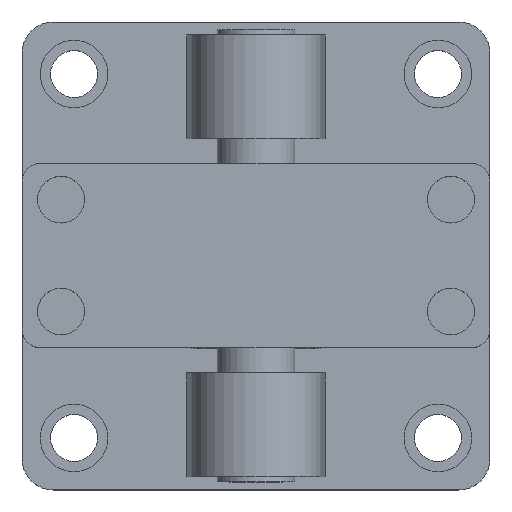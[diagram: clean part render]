
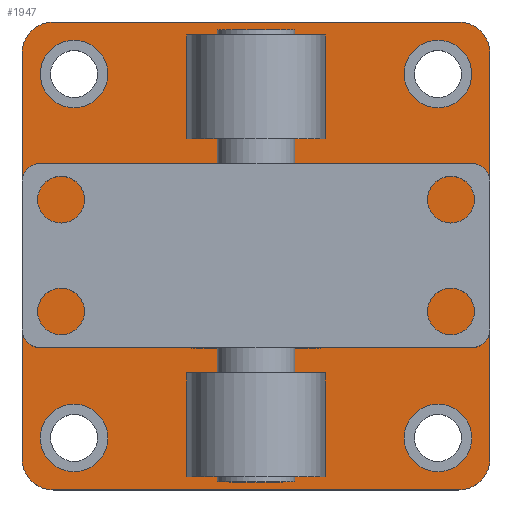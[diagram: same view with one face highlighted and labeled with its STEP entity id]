
A CAD part, top view. The second image highlights one B-rep face of the part: STEP entity #1947.
In plain terms, the highlighted planar face has unit normal (0, 0, 1).
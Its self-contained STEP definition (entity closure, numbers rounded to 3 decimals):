
#846=CARTESIAN_POINT('',(90.0,-78.0,20.0));
#847=VERTEX_POINT('',#846);
#848=CARTESIAN_POINT('',(78.0,-90.0,20.0));
#849=VERTEX_POINT('',#848);
#850=CARTESIAN_POINT('',(78.0,-78.0,20.0));
#851=DIRECTION('',(0.0,0.0,-1.0));
#852=DIRECTION('',(0.707,-0.707,0.0));
#853=AXIS2_PLACEMENT_3D('',#850,#851,#852);
#854=CIRCLE('',#853,12.);
#855=EDGE_CURVE('',#847,#849,#854,.T.);
#897=CARTESIAN_POINT('',(90.0,78.0,20.0));
#898=VERTEX_POINT('',#897);
#905=CARTESIAN_POINT('',(90.0,78.0,20.0));
#906=DIRECTION('',(0.0,-1.0,0.0));
#907=VECTOR('',#906,156.0);
#908=LINE('',#905,#907);
#909=EDGE_CURVE('',#898,#847,#908,.T.);
#1033=CARTESIAN_POINT('',(-90.0,78.0,20.0));
#1034=VERTEX_POINT('',#1033);
#1035=CARTESIAN_POINT('',(-78.0,90.0,20.0));
#1036=VERTEX_POINT('',#1035);
#1037=CARTESIAN_POINT('',(-78.0,78.0,20.0));
#1038=DIRECTION('',(0.0,0.0,-1.0));
#1039=DIRECTION('',(-0.707,0.707,0.0));
#1040=AXIS2_PLACEMENT_3D('',#1037,#1038,#1039);
#1041=CIRCLE('',#1040,12.);
#1042=EDGE_CURVE('',#1034,#1036,#1041,.T.);
#1066=CARTESIAN_POINT('',(78.0,90.0,20.0));
#1067=VERTEX_POINT('',#1066);
#1068=CARTESIAN_POINT('',(-78.0,90.0,20.0));
#1069=DIRECTION('',(1.0,0.0,0.0));
#1070=VECTOR('',#1069,156.0);
#1071=LINE('',#1068,#1070);
#1072=EDGE_CURVE('',#1036,#1067,#1071,.T.);
#1089=CARTESIAN_POINT('',(78.0,78.0,20.0));
#1090=DIRECTION('',(0.0,0.0,-1.0));
#1091=DIRECTION('',(0.707,0.707,0.0));
#1092=AXIS2_PLACEMENT_3D('',#1089,#1090,#1091);
#1093=CIRCLE('',#1092,12.);
#1094=EDGE_CURVE('',#1067,#898,#1093,.T.);
#1107=CARTESIAN_POINT('',(-78.0,-90.0,20.0));
#1108=VERTEX_POINT('',#1107);
#1109=CARTESIAN_POINT('',(-90.0,-78.0,20.0));
#1110=VERTEX_POINT('',#1109);
#1111=CARTESIAN_POINT('',(-78.0,-78.0,20.0));
#1112=DIRECTION('',(0.0,0.0,-1.0));
#1113=DIRECTION('',(-0.707,-0.707,0.0));
#1114=AXIS2_PLACEMENT_3D('',#1111,#1112,#1113);
#1115=CIRCLE('',#1114,12.);
#1116=EDGE_CURVE('',#1108,#1110,#1115,.T.);
#1142=CARTESIAN_POINT('',(-90.0,-78.0,20.0));
#1143=DIRECTION('',(0.0,1.0,0.0));
#1144=VECTOR('',#1143,156.0);
#1145=LINE('',#1142,#1144);
#1146=EDGE_CURVE('',#1110,#1034,#1145,.T.);
#1205=CARTESIAN_POINT('',(83.,70.,20.0));
#1206=VERTEX_POINT('',#1205);
#1207=CARTESIAN_POINT('',(70.,70.,20.0));
#1208=DIRECTION('',(0.0,0.0,-1.0));
#1209=DIRECTION('',(1.0,0.0,0.0));
#1210=AXIS2_PLACEMENT_3D('',#1207,#1208,#1209);
#1211=CIRCLE('',#1210,13.0);
#1212=EDGE_CURVE('',#1206,#1206,#1211,.T.);
#1307=CARTESIAN_POINT('',(-57.,-70.0,20.0));
#1308=VERTEX_POINT('',#1307);
#1309=CARTESIAN_POINT('',(-70.,-70.0,20.0));
#1310=DIRECTION('',(0.0,0.0,-1.0));
#1311=DIRECTION('',(1.0,0.0,0.0));
#1312=AXIS2_PLACEMENT_3D('',#1309,#1310,#1311);
#1313=CIRCLE('',#1312,13.0);
#1314=EDGE_CURVE('',#1308,#1308,#1313,.T.);
#1409=CARTESIAN_POINT('',(-57.,70.0,20.0));
#1410=VERTEX_POINT('',#1409);
#1411=CARTESIAN_POINT('',(-70.,70.0,20.0));
#1412=DIRECTION('',(0.0,0.0,-1.0));
#1413=DIRECTION('',(1.0,0.0,0.0));
#1414=AXIS2_PLACEMENT_3D('',#1411,#1412,#1413);
#1415=CIRCLE('',#1414,13.0);
#1416=EDGE_CURVE('',#1410,#1410,#1415,.T.);
#1511=CARTESIAN_POINT('',(83.,-70.,20.0));
#1512=VERTEX_POINT('',#1511);
#1513=CARTESIAN_POINT('',(70.,-70.,20.0));
#1514=DIRECTION('',(0.0,0.0,-1.0));
#1515=DIRECTION('',(1.0,0.0,0.0));
#1516=AXIS2_PLACEMENT_3D('',#1513,#1514,#1515);
#1517=CIRCLE('',#1516,13.0);
#1518=EDGE_CURVE('',#1512,#1512,#1517,.T.);
#1588=CARTESIAN_POINT('',(-32.5,0.0,20.0));
#1589=VERTEX_POINT('',#1588);
#1590=CARTESIAN_POINT('',(0.0,0.0,20.0));
#1591=DIRECTION('',(0.0,0.0,-1.0));
#1592=DIRECTION('',(-1.0,0.0,0.0));
#1593=AXIS2_PLACEMENT_3D('',#1590,#1591,#1592);
#1594=CIRCLE('',#1593,32.5);
#1595=EDGE_CURVE('',#1589,#1589,#1594,.T.);
#1605=CARTESIAN_POINT('',(26.552,-45.0,20.));
#1606=VERTEX_POINT('',#1605);
#1615=CARTESIAN_POINT('',(-26.552,-45.0,20.));
#1616=VERTEX_POINT('',#1615);
#1617=CARTESIAN_POINT('',(26.552,-45.0,20.));
#1618=DIRECTION('',(-1.0,0.0,0.0));
#1619=VECTOR('',#1618,53.104);
#1620=LINE('',#1617,#1619);
#1621=EDGE_CURVE('',#1606,#1616,#1620,.T.);
#1651=CARTESIAN_POINT('',(26.552,45.0,20.));
#1652=VERTEX_POINT('',#1651);
#1668=CARTESIAN_POINT('',(-26.552,45.0,20.));
#1669=VERTEX_POINT('',#1668);
#1676=CARTESIAN_POINT('',(26.552,45.0,20.));
#1677=DIRECTION('',(-1.0,0.0,0.0));
#1678=VECTOR('',#1677,53.104);
#1679=LINE('',#1676,#1678);
#1680=EDGE_CURVE('',#1652,#1669,#1679,.T.);
#1702=CARTESIAN_POINT('',(26.552,-85.0,20.0));
#1703=VERTEX_POINT('',#1702);
#1710=CARTESIAN_POINT('',(26.552,-45.0,20.));
#1711=DIRECTION('',(0.0,-1.0,0.0));
#1712=VECTOR('',#1711,40.0);
#1713=LINE('',#1710,#1712);
#1714=EDGE_CURVE('',#1606,#1703,#1713,.T.);
#1750=CARTESIAN_POINT('',(-26.552,-85.0,20.0));
#1751=VERTEX_POINT('',#1750);
#1752=CARTESIAN_POINT('',(-26.552,-85.0,20.0));
#1753=DIRECTION('',(0.0,1.0,0.0));
#1754=VECTOR('',#1753,40.0);
#1755=LINE('',#1752,#1754);
#1756=EDGE_CURVE('',#1751,#1616,#1755,.T.);
#1775=CARTESIAN_POINT('',(26.552,-85.0,20.0));
#1776=DIRECTION('',(-1.0,0.0,0.0));
#1777=VECTOR('',#1776,53.104);
#1778=LINE('',#1775,#1777);
#1779=EDGE_CURVE('',#1703,#1751,#1778,.T.);
#1794=CARTESIAN_POINT('',(26.552,85.0,20.0));
#1795=VERTEX_POINT('',#1794);
#1796=CARTESIAN_POINT('',(26.552,85.0,20.0));
#1797=DIRECTION('',(0.0,-1.0,0.0));
#1798=VECTOR('',#1797,40.0);
#1799=LINE('',#1796,#1798);
#1800=EDGE_CURVE('',#1795,#1652,#1799,.T.);
#1851=CARTESIAN_POINT('',(-26.552,85.0,20.0));
#1852=VERTEX_POINT('',#1851);
#1859=CARTESIAN_POINT('',(-26.552,45.0,20.));
#1860=DIRECTION('',(0.0,1.0,0.0));
#1861=VECTOR('',#1860,40.0);
#1862=LINE('',#1859,#1861);
#1863=EDGE_CURVE('',#1669,#1852,#1862,.T.);
#1873=CARTESIAN_POINT('',(-26.552,85.0,20.0));
#1874=DIRECTION('',(1.0,0.0,0.0));
#1875=VECTOR('',#1874,53.104);
#1876=LINE('',#1873,#1875);
#1877=EDGE_CURVE('',#1852,#1795,#1876,.T.);
#1894=CARTESIAN_POINT('',(78.0,-90.0,20.0));
#1895=DIRECTION('',(-1.0,0.0,0.0));
#1896=VECTOR('',#1895,156.0);
#1897=LINE('',#1894,#1896);
#1898=EDGE_CURVE('',#849,#1108,#1897,.T.);
#1905=CARTESIAN_POINT('',(0.0,0.,20.0));
#1906=DIRECTION('',(0.0,0.0,1.0));
#1907=DIRECTION('',(1.0,0.0,0.0));
#1908=AXIS2_PLACEMENT_3D('',#1905,#1906,#1907);
#1909=PLANE('',#1908);
#1910=ORIENTED_EDGE('',*,*,#855,.F.);
#1911=ORIENTED_EDGE('',*,*,#909,.F.);
#1912=ORIENTED_EDGE('',*,*,#1094,.F.);
#1913=ORIENTED_EDGE('',*,*,#1072,.F.);
#1914=ORIENTED_EDGE('',*,*,#1042,.F.);
#1915=ORIENTED_EDGE('',*,*,#1146,.F.);
#1916=ORIENTED_EDGE('',*,*,#1116,.F.);
#1917=ORIENTED_EDGE('',*,*,#1898,.F.);
#1918=EDGE_LOOP('',(#1910,#1911,#1912,#1913,#1914,#1915,#1916,#1917));
#1919=FACE_OUTER_BOUND('',#1918,.T.);
#1920=ORIENTED_EDGE('',*,*,#1212,.T.);
#1921=EDGE_LOOP('',(#1920));
#1922=FACE_BOUND('',#1921,.T.);
#1923=ORIENTED_EDGE('',*,*,#1314,.T.);
#1924=EDGE_LOOP('',(#1923));
#1925=FACE_BOUND('',#1924,.T.);
#1926=ORIENTED_EDGE('',*,*,#1416,.T.);
#1927=EDGE_LOOP('',(#1926));
#1928=FACE_BOUND('',#1927,.T.);
#1929=ORIENTED_EDGE('',*,*,#1518,.T.);
#1930=EDGE_LOOP('',(#1929));
#1931=FACE_BOUND('',#1930,.T.);
#1932=ORIENTED_EDGE('',*,*,#1595,.T.);
#1933=EDGE_LOOP('',(#1932));
#1934=FACE_BOUND('',#1933,.T.);
#1935=ORIENTED_EDGE('',*,*,#1714,.T.);
#1936=ORIENTED_EDGE('',*,*,#1779,.T.);
#1937=ORIENTED_EDGE('',*,*,#1756,.T.);
#1938=ORIENTED_EDGE('',*,*,#1621,.F.);
#1939=EDGE_LOOP('',(#1935,#1936,#1937,#1938));
#1940=FACE_BOUND('',#1939,.T.);
#1941=ORIENTED_EDGE('',*,*,#1680,.T.);
#1942=ORIENTED_EDGE('',*,*,#1863,.T.);
#1943=ORIENTED_EDGE('',*,*,#1877,.T.);
#1944=ORIENTED_EDGE('',*,*,#1800,.T.);
#1945=EDGE_LOOP('',(#1941,#1942,#1943,#1944));
#1946=FACE_BOUND('',#1945,.T.);
#1947=ADVANCED_FACE('',(#1919,#1922,#1925,#1928,#1931,#1934,#1940,#1946),#1909,.T.);
